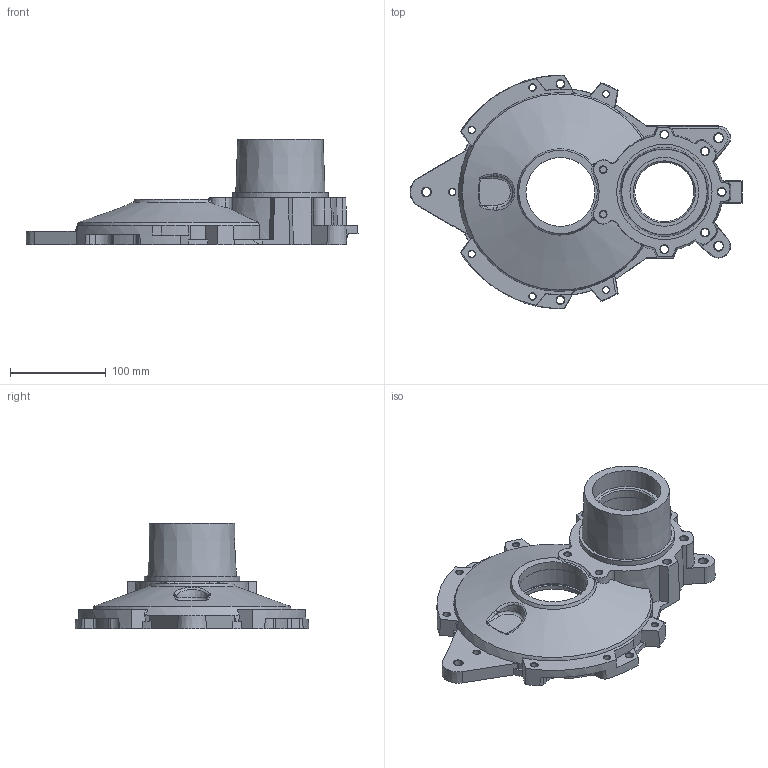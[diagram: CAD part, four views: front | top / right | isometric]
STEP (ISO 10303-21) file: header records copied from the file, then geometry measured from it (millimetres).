
FILE_DESCRIPTION(('Open CASCADE Model'),'2;1');
FILE_NAME('Open CASCADE Shape Model','2026-02-07T12:09:23',('Author'),( 'Open CASCADE'),'Open CASCADE STEP processor 7.8','Open CASCADE 7.8' ,'Unknown');
FILE_SCHEMA(('AUTOMOTIVE_DESIGN { 1 0 10303 214 1 1 1 1 }'));
Length unit declared in the file: millimetre
Products named in the file (1): 400-11-73 
[SVFM:eyJmYWNlX21ldGEiOnsiMCI6eyJ0b2xlcmFuY2UiOnsidHlwZSI6IkxpbmVhciArLy
0iLCJ2YWx1ZSI6IisvLSAwLjAwNSIsImRhdHVtIjoiIn0sImNvbG9yIjoiI2ZmMDBmZiJ9LC
I1Ijp7InRvbGVyYW5jZSI6eyJ0eXBlIjoiTGluZWFyICsvLSIsInZhbHVlIjoiKy8tIDAuMD
IiLCJkYXR1bSI6IiJ9fSwiMzAiOnsidGhyZWFkIjp7InR5cGUiOiJVTkMgKFVuaWZpZWQgQ2
9hcnNlKSIsInNpemUiOiIxLzQtMjAiLCJwaXRjaCI6IiIsImNsYXNzIjoiIn0sImNvbG9yIj
oiIzNiZGU5NyIsInRvbGVyYW5jZSI6eyJ0eXBlIjoiUG9zaXRpb24iLCJ2YWx1ZSI6IisvLS
AwLjAxNSIsImRhdHVtIjoiIn19LCIzOSI6eyJ0b2xlcmFuY2UiOnsidHlwZSI6IlBlcnBlbm
RpY3VsYXJpdHkiLCJ2YWx1ZSI6IisvLSAwLjAwNSIsImRhdHVtIjoiIn19LCI0MCI6eyJ0b2
xlcmFuY2UiOnsidHlwZSI6IkZsYXRuZXNzIiwidmFsdWUiOiIrLy0gMC4wMDUiLCJkYXR1bS
I6IiJ9fSwiNDEiOnsiY29sb3IiOiIjZTllZmYyIiwidGhyZWFkIjp7InR5cGUiOiJOb25lIi
wic2l6ZSI6Ik5vbmUiLCJwaXRjaCI6IiIsImNsYXNzIjoiIn0sInRvbGVyYW5jZSI6eyJ0eX
BlIjoiTGluZWFyICsvLSIsInZhbHVlIjoiKy8tIDAuMDAyIiwiZGF0dW0iOiIifX0sIjg2Ij
p7InRvbGVyYW5jZSI6eyJ0eXBlIjoiTGluZWFyICsvLSIsInZhbHVlIjoiKy8tIDAuMDAyIi
wiZGF0dW0iOiIifX0sIjg3Ijp7InRvbGVyYW5jZSI6eyJ0eXBlIjoiRmxhdG5lc3MiLCJ2YW
x1ZSI6IisvLSAwLjAwNSIsImRhdHVtIjoiIn19LCI5NiI6eyJ0aHJlYWQiOnsidHlwZSI6Il
VORiAoVW5pZmllZCBGaW5lKSIsInNpemUiOiIjMTAtMzIiLCJwaXRjaCI6IiIsImNsYXNzIj
oiM0EgLyAzQiAoVGlnaHQpIn0sImNvbG9yIjoiIzExZWUzZCIsInRvbGVyYW5jZSI6eyJ0eX
BlIjoiUG9zaXRpb24iLCJ2YWx1ZSI6IisvLSAwLjAxNSIsImRhdHVtIjoiIn19LCI5OCI6ey
J0aHJlYWQiOnsidHlwZSI6IlVORiAoVW5pZmllZCBGaW5lKSIsInNpemUiOiIjMTAtMzIiLC
JwaXRjaCI6IiIsImNsYXNzIjoiM0EgLyAzQiAoVGlnaHQpIn0sImNvbG9yIjoiIzExZWUzZC
IsInRvbGVyYW5jZSI6eyJ0eXBlIjoiUG9zaXRpb24iLCJ2YWx1ZSI6IisvLSAwLjAxNSIsIm
RhdHVtIjoiIn19LCI5OSI6eyJ0aHJlYWQiOnsidHlwZSI6IlVORiAoVW5pZmllZCBGaW5lKS
IsInNpemUiOiIjMTAtMzIiLCJwaXRjaCI6IiIsImNsYXNzIjoiM0EgLyAzQiAoVGlnaHQpIn
0sImNvbG9yIjoiIzExZWUzZCIsInRvbGVyYW5jZSI6eyJ0eXBlIjoiUG9zaXRpb24iLCJ2YW
x1ZSI6IisvLSAwLjAxNSIsImRhdHVtIjoiIn19LCIxMDAiOnsidGhyZWFkIjp7InR5cGUiOi
JVTkYgKFVuaWZpZWQgRmluZSkiLCJzaXplIjoiIzEwLTMyIiwicGl0Y2giOiIiLCJjbGFzcy
I6IjNBIC8gM0IgKFRpZ2h0KSJ9LCJjb2xvciI6IiMxMWVlM2QiLCJ0b2xlcmFuY2UiOnsidH
lwZSI6IlBvc2l0aW9uIiwidmFsdWUiOiIrLy0gMC4wMTUiLCJkYXR1bSI6IiJ9fSwiMTAxIj
p7InRocmVhZCI6eyJ0eXBlIjoiVU5GIChVbmlmaWVkIEZpbmUpIiwic2l6ZSI6IiMxMC0zMi
IsInBpdGNoIjoiIiwiY2xhc3MiOiIzQSAvIDNCIChUaWdodCkifSwiY29sb3IiOiIjMTFlZT
NkIiwidG9sZXJhbmNlIjp7InR5cGUiOiJQb3NpdGlvbiIsInZhbHVlIjoiKy8tIDAuMDE1Ii
wiZGF0dW0iOiIifX0sIjEwMiI6eyJ0aHJlYWQiOnsidHlwZSI6IlVORiAoVW5pZmllZCBGaW
5lKSIsInNpemUiOiIjMTAtMzIiLCJwaXRjaCI6IiIsImNsYXNzIjoiM0EgLyAzQiAoVGlnaH
QpIn0sImNvbG9yIjoiIzExZWUzZCIsInRvbGVyYW5jZSI6eyJ0eXBlIjoiUG9zaXRpb24iLC
J2YWx1ZSI6IisvLSAwLjAxNSIsImRhdHVtIjoiIn19LCIxMDMiOnsidGhyZWFkIjp7InR5cG
UiOiJVTkYgKFVuaWZpZWQgRmluZSkiLCJzaXplIjoiIzEwLTMyIiwicGl0Y2giOiIiLCJjbG
FzcyI6IjNBIC8gM0IgKFRpZ2h0KSJ9LCJjb2xvciI6IiMxMWVlM2QiLCJ0b2xlcmFuY2UiOn
sidHlwZSI6IlBvc2l0aW9uIiwidmFsdWUiOiIrLy0gMC4wMTUiLCJkYXR1bSI6IiJ9fSwiMT
E4Ijp7ImNvbG9yIjoiI2ZmMDAwMCIsInRocmVhZCI6eyJ0eXBlIjoiTm9uZSIsInNpemUiOi
JOb25lIiwicGl0Y2giOiIiLCJjbGFzcyI6IiJ9LCJ0b2xlcmFuY2UiOnsidHlwZSI6IlBvc2
l0aW9uIiwidmFsdWUiOiIrLy0gMC4wMSIsImRhdHVtIjoiIn19LCIxMTkiOnsiY29sb3IiOi
IjZWUwMGZmIiwidGhyZWFkIjp7InR5cGUiOiJVTkMgKFVuaWZpZWQgQ29hcnNlKSIsInNpem
UiOiIjNi0zMiIsInBpdGNoIjoiIiwiY2xhc3MiOiIzQSAvIDNCIChUaWdodCkifSwidG9sZX
JhbmNlIjp7InR5cGUiOiJQb3NpdGlvbiIsInZhbHVlIjoiKy8tIDAuMDE1IiwiZGF0dW0iOi
IifX0sIjEyMCI6eyJ0aHJlYWQiOnsidHlwZSI6Ik5vbmUiLCJzaXplIjoiTm9uZSIsInBpdG
NoIjoiIiwiY2xhc3MiOiIifSwiY29sb3IiOiIjZmYwMDAwIiwidG9sZXJhbmNlIjp7InR5cG
UiOiJQb3NpdGlvbiIsInZhbHVlIjoiKy8tIDAuMDE1IiwiZGF0dW0iOiIifX0sIjEyMSI6ey
Jjb2xvciI6IiNmZjAwMDAiLCJ0aHJlYWQiOnsidHlwZSI6Ik5vbmUiLCJzaXplIjoiTm9uZS
IsInBpdGNoIjoiIiwiY2xhc3MiOiIifSwidG9sZXJhbmNlIjp7InR5cGUiOiJQb3NpdGlvbi
IsInZhbHVlIjoiKy8tIDAuMDE1IiwiZGF0dW0iOiIifX0sIjEyMiI6eyJjb2xvciI6IiNlZT
AwZmYiLCJ0aHJlYWQiOnsidHlwZSI6IlVOQyAoVW5pZmllZCBDb2Fyc2UpIiwic2l6ZSI6Ii
M2LTMyIiwicGl0Y2giOiIiLCJjbGFzcyI6IjNBIC8gM0IgKFRpZ2h0KSJ9LCJ0b2xlcmFuY2
UiOnsidHlwZSI6IlBvc2l0aW9uIiwidmFsdWUiOiIrLy0gMC4wMTUiLCJkYXR1bSI6IiJ9fS
wiMTIzIjp7ImNvbG9yIjoiI2VlMDBmZiIsInRocmVhZCI6eyJ0eXBlIjoiVU5DIChVbmlmaW
VkIENvYXJzZSkiLCJzaXplIjoiIzYtMzIiLCJwaXRjaCI6IiIsImNsYXNzIjoiM0EgLyAzQi
AoVGlnaHQpIn0sInRvbGVyYW5jZSI6eyJ0eXBlIjoiUG9zaXRpb24iLCJ2YWx1ZSI6IisvLS
AwLjAxNSIsImRhdHVtIjoiIn19LCIxMjQiOnsiY29sb3IiOiIjZWUwMGZmIiwidGhyZWFkIj
p7InR5cGUiOiJVTkMgKFVuaWZpZWQgQ29hcnNlKSIsInNpemUiOiIjNi0zMiIsInBpdGNoIj
oiIiwiY2xhc3MiOiIzQSAvIDNCIChUaWdodCkifSwidG9sZXJhbmNlIjp7InR5cGUiOiJQb3
NpdGlvbiIsInZhbHVlIjoiKy8tIDAuMDE1IiwiZGF0dW0iOiIifX0sIjEyNSI6eyJjb2xvci
I6IiNlZTAwZmYiLCJ0aHJlYWQiOnsidHlwZSI6IlVOQyAoVW5pZmllZCBDb2Fyc2UpIiwic2
l6ZSI6IiM2LTMyIiwicGl0Y2giOiIiLCJjbGFzcyI6IjNBIC8gM0IgKFRpZ2h0KSJ9LCJ0b2
xlcmFuY2UiOnsidHlwZSI6IlBvc2l0aW9uIiwidmFsdWUiOiIrLy0gMC4wMTUiLCJkYXR1bS
I6IiJ9fSwiMTgyIjp7InRvbGVyYW5jZSI6eyJ0eXBlIjoiUGVycGVuZGljdWxhcml0eSIsIn
ZhbHVlIjoiKy8tIDAuMDA1IiwiZGF0dW0iOiIifX0sIjIwOSI6eyJ0aHJlYWQiOnsidHlwZS
I6Ik5vbmUiLCJzaXplIjoiTm9uZSIsInBpdGNoIjoiIiwiY2xhc3MiOiIifX0sIjM3OCI6ey
Jjb2xvciI6IiNlZTAwZmYiLCJ0aHJlYWQiOnsidHlwZSI6IlVOQyAoVW5pZmllZCBDb2Fyc2
UpIiwic2l6ZSI6IiM2LTMyIiwicGl0Y2giOiIiLCJjbGFzcyI6IjNBIC8gM0IgKFRpZ2h0KS
J9LCJ0b2xlcmFuY2UiOnsidHlwZSI6IlBvc2l0aW9uIiwidmFsdWUiOiIrLy0gMC4wMTUiLC
JkYXR1bSI6IiJ9fSwiMzgwIjp7ImNvbG9yIjoiI2VlMDBmZiIsInRocmVhZCI6eyJ0eXBlIj
oiVU5DIChVbmlmaWVkIENvYXJzZSkiLCJzaXplIjoiIzYtMzIiLCJwaXRjaCI6IiIsImNsYX
NzIjoiM0EgLyAzQiAoVGlnaHQpIn0sInRvbGVyYW5jZSI6eyJ0eXBlIjoiUG9zaXRpb24iLC
J2YWx1ZSI6IisvLSAwLjAxNSIsImRhdHVtIjoiIn19LCIyNSI6eyJ0b2xlcmFuY2UiOnsidH
lwZSI6IkZsYXRuZXNzIiwidmFsdWUiOiIrLy0gMC4wMDUiLCJkYXR1bSI6IiJ9fSwiMjMiOn
sidG9sZXJhbmNlIjp7InR5cGUiOiJGbGF0bmVzcyIsInZhbHVlIjoiKy8tIDAuMDA1IiwiZG
F0dW0iOiIifX0sIjIyIjp7InRvbGVyYW5jZSI6eyJ0eXBlIjoiRmxhdG5lc3MiLCJ2YWx1ZS
I6IisvLSAwLjAwNSIsImRhdHVtIjoiIn19LCIyNCI6eyJ0b2xlcmFuY2UiOnsidHlwZSI6Ik
ZsYXRuZXNzIiwidmFsdWUiOiIrLy0gMC4wMDUiLCJkYXR1bSI6IiJ9fSwiNDUiOnsidG9sZX
JhbmNlIjp7InR5cGUiOiJMaW5lYXIgKy8tIiwidmFsdWUiOiIrLy0gMC4wMDIiLCJkYXR1bS
I6IiJ9fSwiODQiOnsidG9sZXJhbmNlIjp7InR5cGUiOiJMaW5lYXIgKy8tIiwidmFsdWUiOi
IrLy0gMC4wMDIiLCJkYXR1bSI6IiJ9fX19]
Bounding box: 346.9 x 243.89 x 110 mm (x, y, z)
Volume: 935806.6 mm3; surface area: 206905.1 mm2
Topology: 1 solids, 1 shells, 418 faces, 1047 edges, 637 vertices
Faces by surface type: cone 97, plane 96, bspline 93, cylinder 84, torus 38, sphere 8, revolution 2
Full cylindrical faces by diameter (mm): 6.8 x7, 7 x2, 8 x2, 8.3 x5, 9.3 x1, 9.5 x2, 61.85 x1, 68.2 x1, 71.9 x2, 76.9 x1, 79.8 x1, 79.95 x2, 84.35 x1, 99.6 x1
Entity records: 50674 total; most frequent: CARTESIAN_POINT 31786, DIRECTION 3000, ORIENTED_EDGE 2080, PCURVE 2080, DEFINITIONAL_REPRESENTATION 2080, LINE 1289, VECTOR 1289, B_SPLINE_CURVE_WITH_KNOTS 1121
